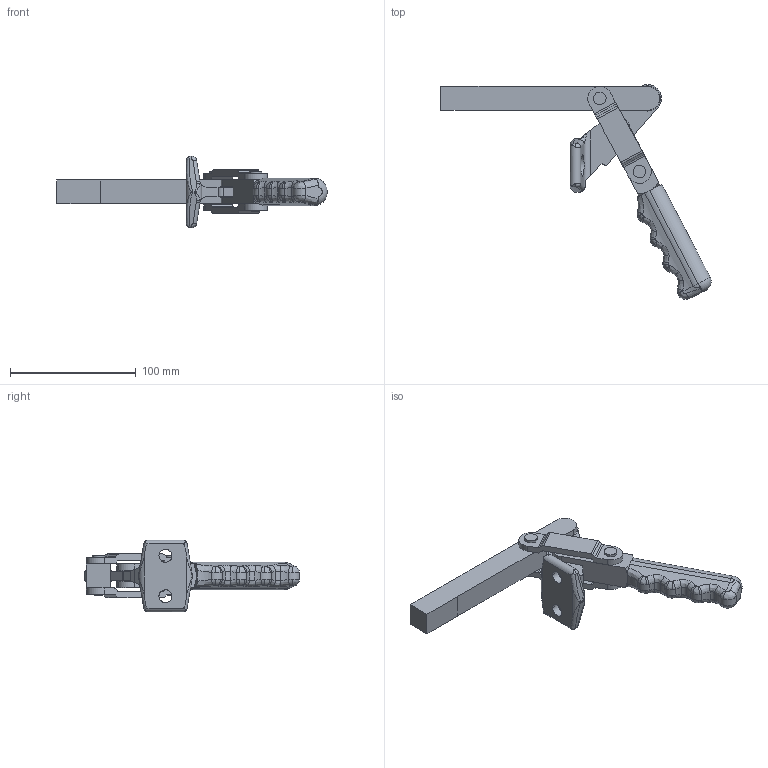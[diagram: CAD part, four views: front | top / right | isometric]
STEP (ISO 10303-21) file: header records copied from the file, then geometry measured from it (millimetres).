
FILE_DESCRIPTION (( 'STEP AP214' ), '1' );
FILE_NAME ('GH-75027-SM(Â²¤Æ)-1.STEP', '2020-03-09T06:07:50', ( 'LinWei' ), ( '' ), 'SwSTEP 2.0', 'SolidWorks 2016', '' );
FILE_SCHEMA (( 'AUTOMOTIVE_DESIGN' ));
Length unit declared in the file: millimetre
Products named in the file (5): 27502713-3^GH-75027-SM(簡化)-1; Group3^GH-75027-SM(簡化)-1; Group2^GH-75027-SM(簡化)-1; Group1^GH-75027-SM(簡化)-1; GH-75027-SM(簡化)-1
Assembly tree (4 placements, depth 2):
  GH-75027-SM(簡化)-1
    Group1^GH-75027-SM(簡化)-1
    Group2^GH-75027-SM(簡化)-1
    Group3^GH-75027-SM(簡化)-1
    27502713-3^GH-75027-SM(簡化)-1
Bounding box: 214.56 x 170.49 x 57 mm (x, y, z)
Volume: 166800.1 mm3; surface area: 48815 mm2
Topology: 4 solids, 4 shells, 265 faces, 677 edges, 431 vertices
Faces by surface type: cylinder 116, plane 72, bspline 67, cone 4, torus 3, sphere 3
Entity records: 11035 total; most frequent: CARTESIAN_POINT 4574, ORIENTED_EDGE 1354, DIRECTION 1111, EDGE_CURVE 677, AXIS2_PLACEMENT_3D 434, VERTEX_POINT 431, EDGE_LOOP 294, FACE_OUTER_BOUND 265
